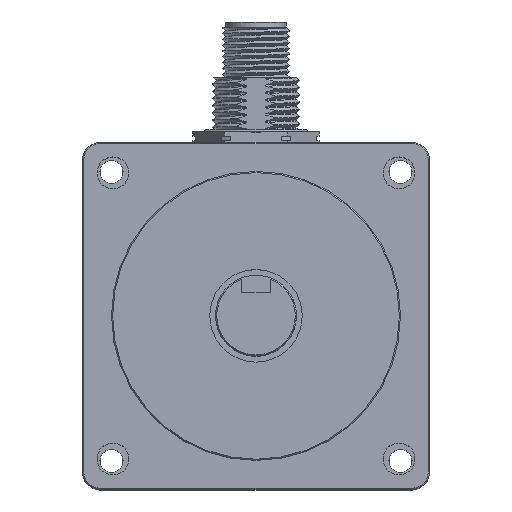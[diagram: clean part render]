
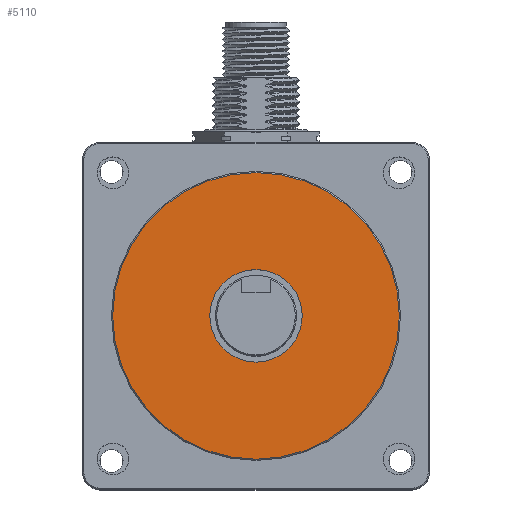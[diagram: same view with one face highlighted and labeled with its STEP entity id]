
A CAD part, top view. The second image highlights one B-rep face of the part: STEP entity #5110.
In plain terms, the highlighted planar face has unit normal (0, 0, 1).
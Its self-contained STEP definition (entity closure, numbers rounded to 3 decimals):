
#304=FACE_BOUND('',#922,.T.);
#373=PLANE('',#5571);
#620=FACE_OUTER_BOUND('',#921,.T.);
#921=EDGE_LOOP('',(#4282));
#922=EDGE_LOOP('',(#4283));
#1808=CIRCLE('',#5567,24.8);
#1811=CIRCLE('',#5572,8.);
#2274=VERTEX_POINT('',#19539);
#2277=VERTEX_POINT('',#19549);
#2958=EDGE_CURVE('',#2274,#2274,#1808,.T.);
#2963=EDGE_CURVE('',#2277,#2277,#1811,.T.);
#4282=ORIENTED_EDGE('',*,*,#2958,.F.);
#4283=ORIENTED_EDGE('',*,*,#2963,.T.);
#5110=ADVANCED_FACE('',(#620,#304),#373,.T.);
#5567=AXIS2_PLACEMENT_3D('',#19540,#6633,#6634);
#5571=AXIS2_PLACEMENT_3D('',#19548,#6643,#6644);
#5572=AXIS2_PLACEMENT_3D('',#19550,#6645,#6646);
#6633=DIRECTION('center_axis',(0.,0.,-1.));
#6634=DIRECTION('ref_axis',(1.,0.,0.));
#6643=DIRECTION('center_axis',(0.,0.,1.));
#6644=DIRECTION('ref_axis',(1.,0.,0.));
#6645=DIRECTION('center_axis',(0.,0.,-1.));
#6646=DIRECTION('ref_axis',(1.,0.,0.));
#19539=CARTESIAN_POINT('',(-24.8,0.,3.));
#19540=CARTESIAN_POINT('Origin',(0.,0.,3.));
#19548=CARTESIAN_POINT('Origin',(0.,0.,3.));
#19549=CARTESIAN_POINT('',(-8.,0.,3.));
#19550=CARTESIAN_POINT('Origin',(0.,0.,3.));
